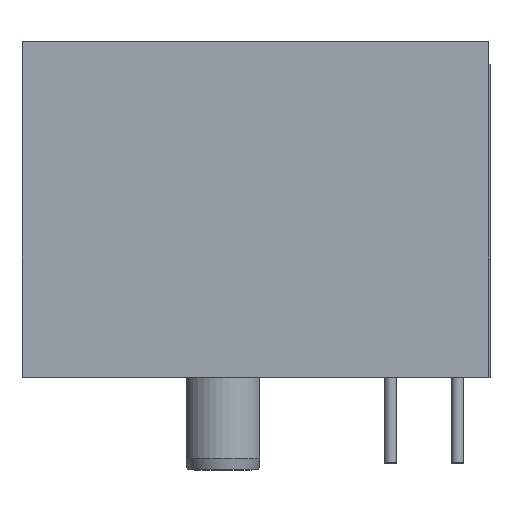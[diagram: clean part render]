
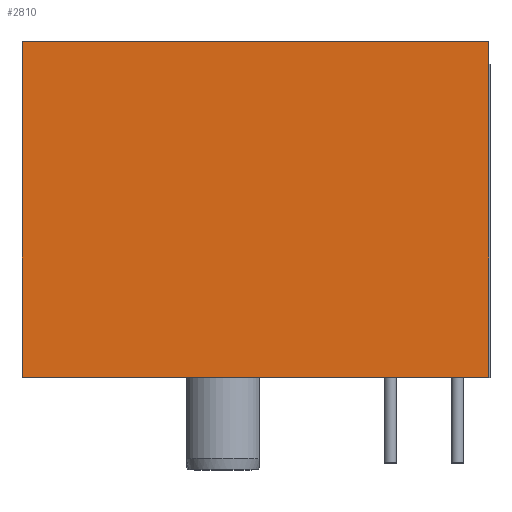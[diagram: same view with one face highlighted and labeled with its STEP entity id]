
A CAD part, top view. The second image highlights one B-rep face of the part: STEP entity #2810.
In plain terms, the highlighted planar face has unit normal (0, 0, 1).
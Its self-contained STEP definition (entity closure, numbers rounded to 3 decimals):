
#21=DIRECTION('',(0.,1.,0.));
#22=VECTOR('',#21,12.7);
#23=CARTESIAN_POINT('',(-0.04,-10.46,7.65));
#24=LINE('3738',#23,#22);
#195=DIRECTION('',(-1.,0.,0.));
#196=VECTOR('',#195,17.7);
#197=CARTESIAN_POINT('',(-0.04,2.24,7.65));
#198=LINE('3747',#197,#196);
#199=DIRECTION('',(-1.,0.,0.));
#200=VECTOR('',#199,17.7);
#201=CARTESIAN_POINT('',(-0.04,-10.46,7.65));
#202=LINE('3746',#201,#200);
#211=DIRECTION('',(0.,1.,0.));
#212=VECTOR('',#211,12.7);
#213=CARTESIAN_POINT('',(-17.74,-10.46,7.65));
#214=LINE('3742',#213,#212);
#2117=CARTESIAN_POINT('',(-0.04,-10.46,7.65));
#2118=CARTESIAN_POINT('',(-0.04,2.24,7.65));
#2119=VERTEX_POINT('',#2117);
#2120=VERTEX_POINT('',#2118);
#2125=CARTESIAN_POINT('',(-17.74,-10.46,7.65));
#2126=VERTEX_POINT('',#2125);
#2127=CARTESIAN_POINT('',(-17.74,2.24,7.65));
#2128=VERTEX_POINT('',#2127);
#2798=CARTESIAN_POINT('',(-0.04,-10.46,7.65));
#2799=DIRECTION('',(0.,0.,1.));
#2800=DIRECTION('',(0.,1.,0.));
#2801=AXIS2_PLACEMENT_3D('',#2798,#2799,#2800);
#2802=PLANE('3650',#2801);
#2803=ORIENTED_EDGE('3738',*,*,#2499,.F.);
#2804=ORIENTED_EDGE('3746',*,*,#2682,.T.);
#2806=ORIENTED_EDGE('3742',*,*,#2805,.T.);
#2807=ORIENTED_EDGE('3747',*,*,#2790,.F.);
#2808=EDGE_LOOP('3650',(#2803,#2804,#2806,#2807));
#2809=FACE_OUTER_BOUND('3650',#2808,.F.);
#2810=ADVANCED_FACE('3650',(#2809),#2802,.T.);
#2499=EDGE_CURVE('3738',#2119,#2120,#24,.T.);
#2682=EDGE_CURVE('3746',#2119,#2126,#202,.T.);
#2790=EDGE_CURVE('3747',#2120,#2128,#198,.T.);
#2805=EDGE_CURVE('3742',#2126,#2128,#214,.T.);
